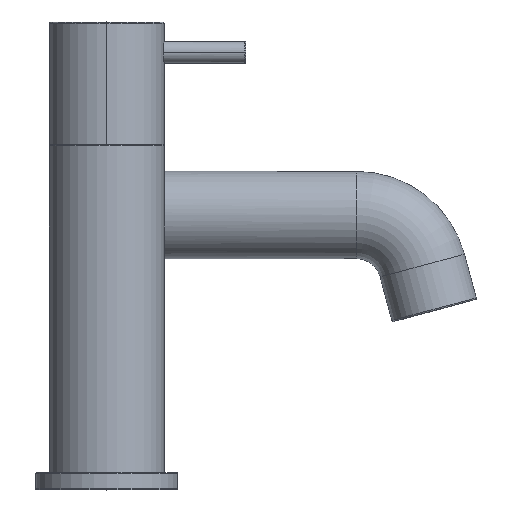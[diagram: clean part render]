
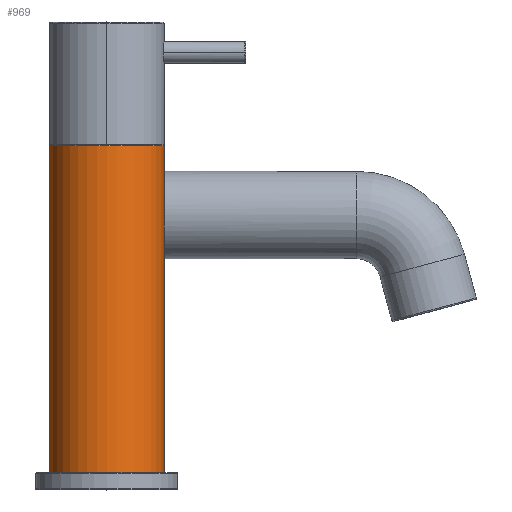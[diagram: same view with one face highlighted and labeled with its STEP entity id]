
A CAD part, top view. The second image highlights one B-rep face of the part: STEP entity #969.
In plain terms, the highlighted cylindrical face has radius 21 mm (diameter 42 mm), a partial arc.
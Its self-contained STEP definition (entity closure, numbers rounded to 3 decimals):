
#51=DIRECTION('',(0.,1.,0.));
#52=VECTOR('',#51,119.7);
#53=CARTESIAN_POINT('',(21.,0.,90.));
#54=LINE('',#53,#52);
#263=CARTESIAN_POINT('',(0.,0.,90.));
#264=DIRECTION('',(0.,1.,0.));
#265=DIRECTION('',(-1.,0.,0.));
#266=AXIS2_PLACEMENT_3D('',#263,#264,#265);
#268=DIRECTION('',(0.,1.,0.));
#269=VECTOR('',#268,119.7);
#270=CARTESIAN_POINT('',(-21.,0.,90.));
#271=LINE('',#270,#269);
#272=CARTESIAN_POINT('',(0.,119.7,90.));
#273=DIRECTION('',(0.,1.,0.));
#274=DIRECTION('',(-1.,0.,0.));
#275=AXIS2_PLACEMENT_3D('',#272,#273,#274);
#687=CARTESIAN_POINT('',(21.,119.7,90.));
#688=CARTESIAN_POINT('',(-21.,119.7,90.));
#689=VERTEX_POINT('',#687);
#690=VERTEX_POINT('',#688);
#755=CARTESIAN_POINT('',(21.,0.,90.));
#756=CARTESIAN_POINT('',(-21.,0.,90.));
#757=VERTEX_POINT('',#755);
#758=VERTEX_POINT('',#756);
#957=CARTESIAN_POINT('',(0.,0.,90.));
#958=DIRECTION('',(0.,1.,0.));
#959=DIRECTION('',(1.,0.,0.));
#960=AXIS2_PLACEMENT_3D('',#957,#958,#959);
#961=CYLINDRICAL_SURFACE('',#960,21.);
#962=ORIENTED_EDGE('',*,*,#936,.F.);
#963=ORIENTED_EDGE('',*,*,#808,.T.);
#965=ORIENTED_EDGE('',*,*,#964,.T.);
#966=ORIENTED_EDGE('',*,*,#804,.F.);
#967=EDGE_LOOP('',(#962,#963,#965,#966));
#968=FACE_OUTER_BOUND('',#967,.F.);
#969=ADVANCED_FACE('',(#968),#961,.T.);
#267=CIRCLE('',#266,21.);
#276=CIRCLE('',#275,21.);
#804=EDGE_CURVE('',#757,#689,#54,.T.);
#808=EDGE_CURVE('',#758,#690,#271,.T.);
#936=EDGE_CURVE('',#758,#757,#267,.T.);
#964=EDGE_CURVE('',#690,#689,#276,.T.);
